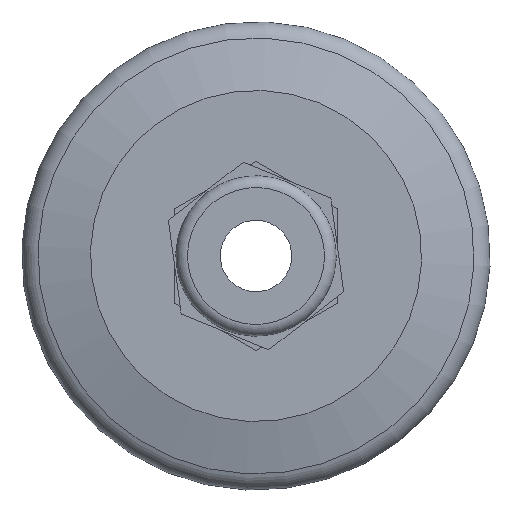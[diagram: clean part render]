
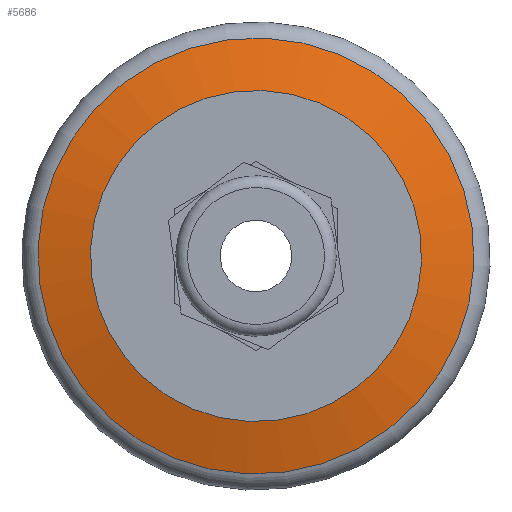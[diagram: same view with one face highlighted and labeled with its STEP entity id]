
A CAD part, left-side view. The second image highlights one B-rep face of the part: STEP entity #5686.
In plain terms, the highlighted conical face has half-angle 75 degrees and reference radius 14.141 mm.
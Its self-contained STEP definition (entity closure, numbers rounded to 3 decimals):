
#176 = DIRECTION ( 'NONE',  ( 0., 0.924, 0.382 ) ) ;
#188 = FACE_BOUND ( 'NONE', #6903, .T. ) ;
#289 = EDGE_CURVE ( 'NONE', #4964, #4964, #7058, .T. ) ;
#326 = AXIS2_PLACEMENT_3D ( 'NONE', #4905, #3657, #176 ) ;
#374 = FACE_OUTER_BOUND ( 'NONE', #6814, .T. ) ;
#498 = CARTESIAN_POINT ( 'NONE',  ( -8.57, 17.207, 7.109 ) ) ;
#562 = ORIENTED_EDGE ( 'NONE', *, *, #2413, .T. ) ;
#1333 = DIRECTION ( 'NONE',  ( -1., 0., 0. ) ) ;
#1917 = DIRECTION ( 'NONE',  ( 0., 0.924, 0.382 ) ) ;
#1946 = CARTESIAN_POINT ( 'NONE',  ( -9.77, 0., 0. ) ) ;
#2413 = EDGE_CURVE ( 'NONE', #5775, #5775, #6948, .T. ) ;
#2919 = DIRECTION ( 'NONE',  ( 1., 0., 0. ) ) ;
#3324 = CARTESIAN_POINT ( 'NONE',  ( -9.77, 13.069, 5.4 ) ) ;
#3657 = DIRECTION ( 'NONE',  ( -1., 0., 0. ) ) ;
#3834 = ORIENTED_EDGE ( 'NONE', *, *, #289, .F. ) ;
#4067 = DIRECTION ( 'NONE',  ( 0., -0.924, -0.382 ) ) ;
#4905 = CARTESIAN_POINT ( 'NONE',  ( -8.57, 0., 0. ) ) ;
#4964 = VERTEX_POINT ( 'NONE', #3324 ) ;
#5686 = ADVANCED_FACE ( 'NONE', ( #374, #188 ), #6894, .T. ) ;
#5775 = VERTEX_POINT ( 'NONE', #498 ) ;
#5791 = CARTESIAN_POINT ( 'NONE',  ( -9.77, 0., 0. ) ) ;
#5895 = AXIS2_PLACEMENT_3D ( 'NONE', #1946, #1333, #1917 ) ;
#6589 = AXIS2_PLACEMENT_3D ( 'NONE', #5791, #2919, #4067 ) ;
#6814 = EDGE_LOOP ( 'NONE', ( #562 ) ) ;
#6894 = CONICAL_SURFACE ( 'NONE', #6589, 14.141, 1.309 ) ;
#6903 = EDGE_LOOP ( 'NONE', ( #3834 ) ) ;
#6948 = CIRCLE ( 'NONE', #326, 18.618 ) ;
#7058 = CIRCLE ( 'NONE', #5895, 14.141 ) ;
